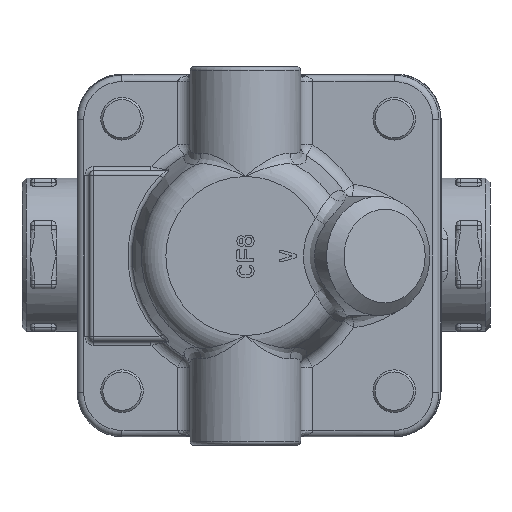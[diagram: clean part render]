
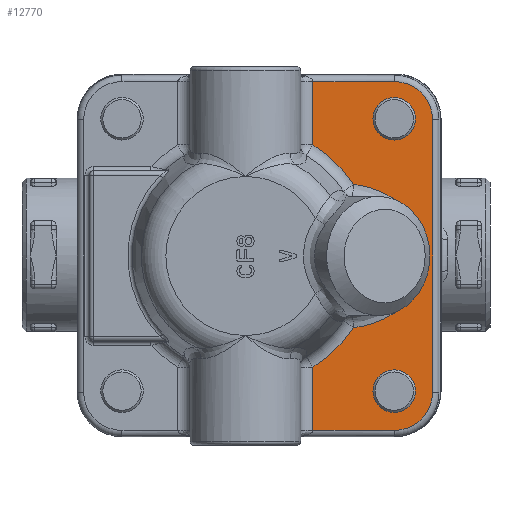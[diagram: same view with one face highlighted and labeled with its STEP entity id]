
A CAD part, front view. The second image highlights one B-rep face of the part: STEP entity #12770.
In plain terms, the highlighted planar face has unit normal (0, -1, 0).
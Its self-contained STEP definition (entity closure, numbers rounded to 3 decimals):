
#93=(
BOUNDED_CURVE()
B_SPLINE_CURVE(3,(#29843,#29844,#29845,#29846,#29847,#29848,#29849,#29850,
#29851,#29852,#29853,#29854,#29855,#29856,#29857,#29858,#29859,#29860,#29861,
#29862,#29863,#29864,#29865,#29866,#29867,#29868,#29869,#29870,#29871,#29872,
#29873,#29874,#29875,#29876),.UNSPECIFIED.,.F.,.F.)
B_SPLINE_CURVE_WITH_KNOTS((4,2,2,2,2,2,2,2,2,2,2,2,2,2,2,2,4),(0.,0.063,
0.125,0.188,0.25,0.313,0.375,0.438,0.5,0.563,0.625,0.688,0.75,0.813,
0.875,0.938,1.),.UNSPECIFIED.)
CURVE()
GEOMETRIC_REPRESENTATION_ITEM()
RATIONAL_B_SPLINE_CURVE((1.,1.,1.,1.,1.,1.,1.,1.,1.,1.,1.,1.,1.,1.,1.,1.,
1.,1.,1.,1.,1.,1.,1.,1.,1.,1.,1.,1.,1.,1.,1.,1.,1.,1.))
REPRESENTATION_ITEM('')
);
#1556=LINE('',#29738,#2289);
#1557=LINE('',#29880,#2290);
#1560=LINE('',#29898,#2293);
#1565=LINE('',#29916,#2298);
#1568=LINE('',#29936,#2301);
#2289=VECTOR('',#17490,10.);
#2290=VECTOR('',#17501,10.);
#2293=VECTOR('',#17522,10.);
#2298=VECTOR('',#17545,10.);
#2301=VECTOR('',#17570,10.);
#2570=FACE_BOUND('',#4195,.T.);
#2571=FACE_BOUND('',#4196,.T.);
#3368=FACE_OUTER_BOUND('',#4194,.T.);
#4194=EDGE_LOOP('',(#11685,#11686,#11687,#11688,#11689,#11690,#11691,#11692,
#11693,#11694));
#4195=EDGE_LOOP('',(#11695));
#4196=EDGE_LOOP('',(#11696));
#4671=CIRCLE('',#13811,5.);
#4672=CIRCLE('',#13813,5.);
#4822=CIRCLE('',#14111,30.546);
#4823=CIRCLE('',#14113,30.546);
#4827=CIRCLE('',#14121,9.);
#4831=CIRCLE('',#14127,9.);
#5670=VERTEX_POINT('',#26353);
#5671=VERTEX_POINT('',#26357);
#5949=VERTEX_POINT('',#29215);
#5950=VERTEX_POINT('',#29219);
#5952=VERTEX_POINT('',#29278);
#5953=VERTEX_POINT('',#29282);
#5961=VERTEX_POINT('',#29472);
#5964=VERTEX_POINT('',#29639);
#5967=VERTEX_POINT('',#29887);
#5969=VERTEX_POINT('',#29891);
#5970=VERTEX_POINT('',#29895);
#5973=VERTEX_POINT('',#29903);
#7379=EDGE_CURVE('',#5670,#5670,#4671,.T.);
#7381=EDGE_CURVE('',#5671,#5671,#4672,.T.);
#7843=EDGE_CURVE('',#5961,#5949,#1556,.T.);
#7844=EDGE_CURVE('',#5949,#5950,#4822,.T.);
#7845=EDGE_CURVE('',#5950,#5952,#93,.T.);
#7846=EDGE_CURVE('',#5952,#5953,#4823,.T.);
#7847=EDGE_CURVE('',#5953,#5964,#1557,.T.);
#7853=EDGE_CURVE('',#5967,#5969,#4827,.T.);
#7855=EDGE_CURVE('',#5969,#5970,#1560,.T.);
#7859=EDGE_CURVE('',#5970,#5973,#4831,.T.);
#7865=EDGE_CURVE('',#5973,#5961,#1565,.T.);
#7875=EDGE_CURVE('',#5964,#5967,#1568,.T.);
#11685=ORIENTED_EDGE('',*,*,#7855,.T.);
#11686=ORIENTED_EDGE('',*,*,#7859,.T.);
#11687=ORIENTED_EDGE('',*,*,#7865,.T.);
#11688=ORIENTED_EDGE('',*,*,#7843,.T.);
#11689=ORIENTED_EDGE('',*,*,#7844,.T.);
#11690=ORIENTED_EDGE('',*,*,#7845,.T.);
#11691=ORIENTED_EDGE('',*,*,#7846,.T.);
#11692=ORIENTED_EDGE('',*,*,#7847,.T.);
#11693=ORIENTED_EDGE('',*,*,#7875,.T.);
#11694=ORIENTED_EDGE('',*,*,#7853,.T.);
#11695=ORIENTED_EDGE('',*,*,#7381,.F.);
#11696=ORIENTED_EDGE('',*,*,#7379,.F.);
#11972=PLANE('',#14159);
#12770=ADVANCED_FACE('',(#3368,#2570,#2571),#11972,.T.);
#13811=AXIS2_PLACEMENT_3D('',#26354,#16636,#16637);
#13813=AXIS2_PLACEMENT_3D('',#26358,#16641,#16642);
#14111=AXIS2_PLACEMENT_3D('',#29740,#17493,#17494);
#14113=AXIS2_PLACEMENT_3D('',#29878,#17497,#17498);
#14121=AXIS2_PLACEMENT_3D('',#29893,#17516,#17517);
#14127=AXIS2_PLACEMENT_3D('',#29905,#17530,#17531);
#14159=AXIS2_PLACEMENT_3D('',#29969,#17614,#17615);
#16636=DIRECTION('center_axis',(0.,-1.,0.));
#16637=DIRECTION('ref_axis',(-1.,0.,0.));
#16641=DIRECTION('center_axis',(0.,-1.,0.));
#16642=DIRECTION('ref_axis',(-1.,0.,0.));
#17490=DIRECTION('',(0.,0.,-1.));
#17493=DIRECTION('center_axis',(0.,1.,0.));
#17494=DIRECTION('ref_axis',(0.834,0.,0.552));
#17497=DIRECTION('center_axis',(0.,1.,0.));
#17498=DIRECTION('ref_axis',(0.52,0.,-0.854));
#17501=DIRECTION('',(0.,0.,-1.));
#17516=DIRECTION('center_axis',(0.,-1.,0.));
#17517=DIRECTION('ref_axis',(1.,0.,0.));
#17522=DIRECTION('',(0.,0.,1.));
#17530=DIRECTION('center_axis',(0.,-1.,0.));
#17531=DIRECTION('ref_axis',(0.,0.,
1.));
#17545=DIRECTION('',(-1.,0.,0.));
#17570=DIRECTION('',(1.,0.,0.));
#17614=DIRECTION('center_axis',(0.,-1.,0.));
#17615=DIRECTION('ref_axis',(0.,0.,
1.));
#26353=CARTESIAN_POINT('',(30.632,-39.666,32.027));
#26354=CARTESIAN_POINT('Origin',(25.632,-39.666,32.027));
#26357=CARTESIAN_POINT('',(30.632,-39.666,-31.966));
#26358=CARTESIAN_POINT('Origin',(25.632,-39.666,-31.966));
#29215=CARTESIAN_POINT('',(6.51,-39.666,25.876));
#29219=CARTESIAN_POINT('',(16.112,-39.666,16.631));
#29278=CARTESIAN_POINT('',(16.112,-39.666,-17.074));
#29282=CARTESIAN_POINT('',(6.51,-39.666,-26.319));
#29472=CARTESIAN_POINT('',(6.51,-39.666,40.779));
#29639=CARTESIAN_POINT('',(6.51,-39.666,-41.221));
#29738=CARTESIAN_POINT('',(6.51,-39.666,40.779));
#29740=CARTESIAN_POINT('Origin',(-9.364,-39.666,-0.221));
#29843=CARTESIAN_POINT('Ctrl Pts',(16.112,-39.666,16.631));
#29844=CARTESIAN_POINT('Ctrl Pts',(17.279,-39.666,16.497));
#29845=CARTESIAN_POINT('Ctrl Pts',(18.432,-39.666,16.272));
#29846=CARTESIAN_POINT('Ctrl Pts',(20.672,-39.666,15.647));
#29847=CARTESIAN_POINT('Ctrl Pts',(21.76,-39.666,15.247));
#29848=CARTESIAN_POINT('Ctrl Pts',(23.835,-39.666,14.285));
#29849=CARTESIAN_POINT('Ctrl Pts',(24.823,-39.666,13.723));
#29850=CARTESIAN_POINT('Ctrl Pts',(26.666,-39.666,12.454));
#29851=CARTESIAN_POINT('Ctrl Pts',(27.521,-39.666,11.748));
#29852=CARTESIAN_POINT('Ctrl Pts',(29.073,-39.666,10.215));
#29853=CARTESIAN_POINT('Ctrl Pts',(29.768,-39.666,9.388));
#29854=CARTESIAN_POINT('Ctrl Pts',(30.978,-39.666,7.639));
#29855=CARTESIAN_POINT('Ctrl Pts',(31.492,-39.666,6.717));
#29856=CARTESIAN_POINT('Ctrl Pts',(32.32,-39.666,4.809));
#29857=CARTESIAN_POINT('Ctrl Pts',(32.635,-39.666,3.823));
#29858=CARTESIAN_POINT('Ctrl Pts',(33.056,-39.666,1.817));
#29859=CARTESIAN_POINT('Ctrl Pts',(33.162,-39.666,0.798));
#29860=CARTESIAN_POINT('Ctrl Pts',(33.162,-39.666,-1.241));
#29861=CARTESIAN_POINT('Ctrl Pts',(33.056,-39.666,-2.26));
#29862=CARTESIAN_POINT('Ctrl Pts',(32.635,-39.666,-4.266));
#29863=CARTESIAN_POINT('Ctrl Pts',(32.32,-39.666,-5.252));
#29864=CARTESIAN_POINT('Ctrl Pts',(31.492,-39.666,-7.16));
#29865=CARTESIAN_POINT('Ctrl Pts',(30.978,-39.666,-8.082));
#29866=CARTESIAN_POINT('Ctrl Pts',(29.768,-39.666,-9.831));
#29867=CARTESIAN_POINT('Ctrl Pts',(29.073,-39.666,-10.658));
#29868=CARTESIAN_POINT('Ctrl Pts',(27.521,-39.666,-12.191));
#29869=CARTESIAN_POINT('Ctrl Pts',(26.666,-39.666,-12.897));
#29870=CARTESIAN_POINT('Ctrl Pts',(24.823,-39.666,-14.165));
#29871=CARTESIAN_POINT('Ctrl Pts',(23.835,-39.666,-14.728));
#29872=CARTESIAN_POINT('Ctrl Pts',(21.76,-39.666,-15.69));
#29873=CARTESIAN_POINT('Ctrl Pts',(20.672,-39.666,-16.09));
#29874=CARTESIAN_POINT('Ctrl Pts',(18.432,-39.666,-16.715));
#29875=CARTESIAN_POINT('Ctrl Pts',(17.279,-39.666,-16.94));
#29876=CARTESIAN_POINT('Ctrl Pts',(16.112,-39.666,-17.074));
#29878=CARTESIAN_POINT('Origin',(-9.364,-39.666,-0.221));
#29880=CARTESIAN_POINT('',(6.51,-39.666,-26.319));
#29887=CARTESIAN_POINT('',(25.636,-39.666,-41.221));
#29891=CARTESIAN_POINT('',(34.636,-39.666,-32.221));
#29893=CARTESIAN_POINT('Origin',(25.636,-39.666,-32.221));
#29895=CARTESIAN_POINT('',(34.636,-39.666,31.779));
#29898=CARTESIAN_POINT('',(34.636,-39.666,-32.221));
#29903=CARTESIAN_POINT('',(25.636,-39.666,40.779));
#29905=CARTESIAN_POINT('Origin',(25.636,-39.666,31.779));
#29916=CARTESIAN_POINT('',(25.636,-39.666,40.779));
#29936=CARTESIAN_POINT('',(6.51,-39.666,-41.221));
#29969=CARTESIAN_POINT('Origin',(34.636,-39.666,-0.221));
